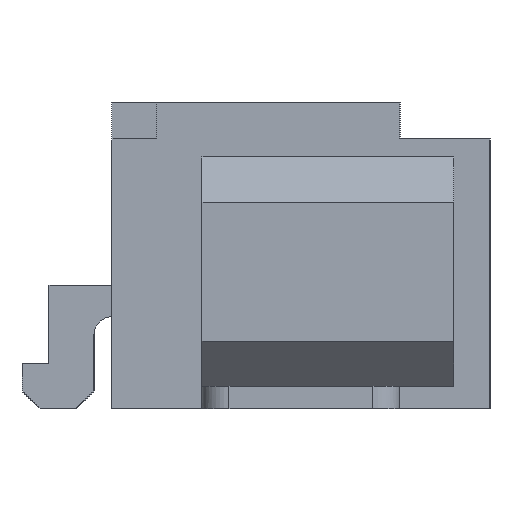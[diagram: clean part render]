
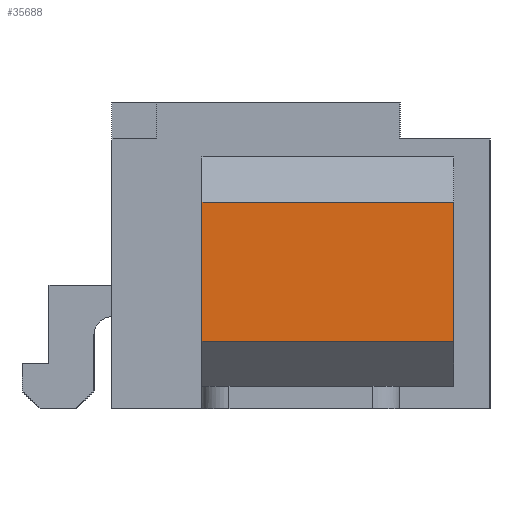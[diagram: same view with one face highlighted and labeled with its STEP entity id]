
A CAD part, left-side view. The second image highlights one B-rep face of the part: STEP entity #35688.
In plain terms, the highlighted planar face has unit normal (-1, 0, 0).
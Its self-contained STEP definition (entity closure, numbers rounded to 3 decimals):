
#12253 = PLANE('',#12254);
#12254 = AXIS2_PLACEMENT_3D('',#12255,#12256,#12257);
#12255 = CARTESIAN_POINT('',(-11.5,-0.35,0.25));
#12256 = DIRECTION('',(0.,-1.,0.));
#12257 = DIRECTION('',(0.,0.,-1.));
#12475 = PLANE('',#12476);
#12476 = AXIS2_PLACEMENT_3D('',#12477,#12478,#12479);
#12477 = CARTESIAN_POINT('',(-11.5,-3.15,0.25));
#12478 = DIRECTION('',(0.,-1.,0.));
#12479 = DIRECTION('',(0.,0.,-1.));
#27828 = PLANE('',#27829);
#27829 = AXIS2_PLACEMENT_3D('',#27830,#27831,#27832);
#27830 = CARTESIAN_POINT('',(-13.25,-0.35,2.3));
#27831 = DIRECTION('',(0.,0.,1.));
#27832 = DIRECTION('',(1.,0.,0.));
#27912 = VERTEX_POINT('',#27913);
#27913 = CARTESIAN_POINT('',(-13.25,-3.15,2.3));
#27934 = EDGE_CURVE('',#27935,#27912,#27937,.T.);
#27935 = VERTEX_POINT('',#27936);
#27936 = CARTESIAN_POINT('',(-13.25,-3.15,0.75));
#27937 = SURFACE_CURVE('',#27938,(#27942,#27949),.PCURVE_S1.);
#27938 = LINE('',#27939,#27940);
#27939 = CARTESIAN_POINT('',(-13.25,-3.15,0.75));
#27940 = VECTOR('',#27941,1.);
#27941 = DIRECTION('',(0.,0.,1.));
#27942 = PCURVE('',#12475,#27943);
#27943 = DEFINITIONAL_REPRESENTATION('',(#27944),#27948);
#27944 = LINE('',#27945,#27946);
#27945 = CARTESIAN_POINT('',(-0.5,-1.75));
#27946 = VECTOR('',#27947,1.);
#27947 = DIRECTION('',(-1.,0.));
#27948 = ( GEOMETRIC_REPRESENTATION_CONTEXT(2)
PARAMETRIC_REPRESENTATION_CONTEXT() REPRESENTATION_CONTEXT('2D SPACE',''
) );
#27949 = PCURVE('',#27950,#27955);
#27950 = PLANE('',#27951);
#27951 = AXIS2_PLACEMENT_3D('',#27952,#27953,#27954);
#27952 = CARTESIAN_POINT('',(-13.25,-0.35,0.75));
#27953 = DIRECTION('',(-1.,0.,0.));
#27954 = DIRECTION('',(0.,0.,1.));
#27955 = DEFINITIONAL_REPRESENTATION('',(#27956),#27960);
#27956 = LINE('',#27957,#27958);
#27957 = CARTESIAN_POINT('',(0.,-2.8));
#27958 = VECTOR('',#27959,1.);
#27959 = DIRECTION('',(1.,0.));
#27960 = ( GEOMETRIC_REPRESENTATION_CONTEXT(2)
PARAMETRIC_REPRESENTATION_CONTEXT() REPRESENTATION_CONTEXT('2D SPACE',''
) );
#27976 = PLANE('',#27977);
#27977 = AXIS2_PLACEMENT_3D('',#27978,#27979,#27980);
#27978 = CARTESIAN_POINT('',(-12.75,-0.35,0.25));
#27979 = DIRECTION('',(-0.707,0.,-0.707));
#27980 = DIRECTION('',(-0.707,0.,0.707));
#28704 = VERTEX_POINT('',#28705);
#28705 = CARTESIAN_POINT('',(-13.25,-0.35,2.3));
#28726 = EDGE_CURVE('',#28727,#28704,#28729,.T.);
#28727 = VERTEX_POINT('',#28728);
#28728 = CARTESIAN_POINT('',(-13.25,-0.35,0.75));
#28729 = SURFACE_CURVE('',#28730,(#28734,#28741),.PCURVE_S1.);
#28730 = LINE('',#28731,#28732);
#28731 = CARTESIAN_POINT('',(-13.25,-0.35,0.75));
#28732 = VECTOR('',#28733,1.);
#28733 = DIRECTION('',(0.,0.,1.));
#28734 = PCURVE('',#12253,#28735);
#28735 = DEFINITIONAL_REPRESENTATION('',(#28736),#28740);
#28736 = LINE('',#28737,#28738);
#28737 = CARTESIAN_POINT('',(-0.5,-1.75));
#28738 = VECTOR('',#28739,1.);
#28739 = DIRECTION('',(-1.,0.));
#28740 = ( GEOMETRIC_REPRESENTATION_CONTEXT(2)
PARAMETRIC_REPRESENTATION_CONTEXT() REPRESENTATION_CONTEXT('2D SPACE',''
) );
#28741 = PCURVE('',#27950,#28742);
#28742 = DEFINITIONAL_REPRESENTATION('',(#28743),#28747);
#28743 = LINE('',#28744,#28745);
#28744 = CARTESIAN_POINT('',(0.,0.));
#28745 = VECTOR('',#28746,1.);
#28746 = DIRECTION('',(1.,0.));
#28747 = ( GEOMETRIC_REPRESENTATION_CONTEXT(2)
PARAMETRIC_REPRESENTATION_CONTEXT() REPRESENTATION_CONTEXT('2D SPACE',''
) );
#35589 = EDGE_CURVE('',#28704,#27912,#35590,.T.);
#35590 = SURFACE_CURVE('',#35591,(#35595,#35602),.PCURVE_S1.);
#35591 = LINE('',#35592,#35593);
#35592 = CARTESIAN_POINT('',(-13.25,-0.35,2.3));
#35593 = VECTOR('',#35594,1.);
#35594 = DIRECTION('',(0.,-1.,0.));
#35595 = PCURVE('',#27828,#35596);
#35596 = DEFINITIONAL_REPRESENTATION('',(#35597),#35601);
#35597 = LINE('',#35598,#35599);
#35598 = CARTESIAN_POINT('',(0.,0.));
#35599 = VECTOR('',#35600,1.);
#35600 = DIRECTION('',(0.,-1.));
#35601 = ( GEOMETRIC_REPRESENTATION_CONTEXT(2)
PARAMETRIC_REPRESENTATION_CONTEXT() REPRESENTATION_CONTEXT('2D SPACE',''
) );
#35602 = PCURVE('',#27950,#35603);
#35603 = DEFINITIONAL_REPRESENTATION('',(#35604),#35608);
#35604 = LINE('',#35605,#35606);
#35605 = CARTESIAN_POINT('',(1.55,0.));
#35606 = VECTOR('',#35607,1.);
#35607 = DIRECTION('',(0.,-1.));
#35608 = ( GEOMETRIC_REPRESENTATION_CONTEXT(2)
PARAMETRIC_REPRESENTATION_CONTEXT() REPRESENTATION_CONTEXT('2D SPACE',''
) );
#35667 = EDGE_CURVE('',#28727,#27935,#35668,.T.);
#35668 = SURFACE_CURVE('',#35669,(#35673,#35680),.PCURVE_S1.);
#35669 = LINE('',#35670,#35671);
#35670 = CARTESIAN_POINT('',(-13.25,-0.35,0.75));
#35671 = VECTOR('',#35672,1.);
#35672 = DIRECTION('',(0.,-1.,0.));
#35673 = PCURVE('',#27976,#35674);
#35674 = DEFINITIONAL_REPRESENTATION('',(#35675),#35679);
#35675 = LINE('',#35676,#35677);
#35676 = CARTESIAN_POINT('',(0.707,0.));
#35677 = VECTOR('',#35678,1.);
#35678 = DIRECTION('',(0.,-1.));
#35679 = ( GEOMETRIC_REPRESENTATION_CONTEXT(2)
PARAMETRIC_REPRESENTATION_CONTEXT() REPRESENTATION_CONTEXT('2D SPACE',''
) );
#35680 = PCURVE('',#27950,#35681);
#35681 = DEFINITIONAL_REPRESENTATION('',(#35682),#35686);
#35682 = LINE('',#35683,#35684);
#35683 = CARTESIAN_POINT('',(0.,0.));
#35684 = VECTOR('',#35685,1.);
#35685 = DIRECTION('',(0.,-1.));
#35686 = ( GEOMETRIC_REPRESENTATION_CONTEXT(2)
PARAMETRIC_REPRESENTATION_CONTEXT() REPRESENTATION_CONTEXT('2D SPACE',''
) );
#35688 = ADVANCED_FACE('',(#35689),#27950,.T.);
#35689 = FACE_BOUND('',#35690,.T.);
#35690 = EDGE_LOOP('',(#35691,#35692,#35693,#35694));
#35691 = ORIENTED_EDGE('',*,*,#35667,.T.);
#35692 = ORIENTED_EDGE('',*,*,#27934,.T.);
#35693 = ORIENTED_EDGE('',*,*,#35589,.F.);
#35694 = ORIENTED_EDGE('',*,*,#28726,.F.);
